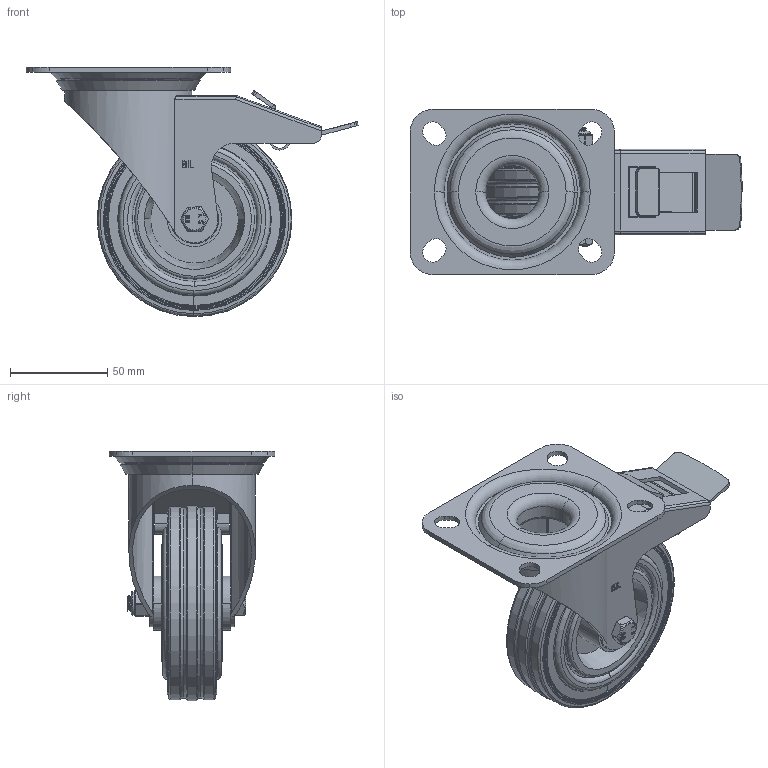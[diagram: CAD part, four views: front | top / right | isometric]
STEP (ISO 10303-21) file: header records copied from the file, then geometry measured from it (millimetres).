
FILE_DESCRIPTION(('STEP AP214'),'1');
FILE_NAME('BZMM100PSBSWB.STEP','2022-03-15T11:48:00',(' '),(' '),'Spatial InterOp 3D',' ',' ');
FILE_SCHEMA(('AUTOMOTIVE_DESIGN { 1 0 10303 214 1 1 1 1 }'));
Length unit declared in the file: metre
Products named in the file (27): ZINC PLATED, PRESSED STEEL TOP PLATE; ZINC PLATED, PRESSED STEEL TOP PLATE Geometry; BALL BEARINGS; Component1; BZMM100ASSWB; ZINC PLATED, PRESSED STEEL FORKS; BEARING SEAL; ZINC PLATED, PRESSED STEEL BRAKE PEDAL; BRAKE PAD; BZMM100PSBSWB; BZMM100PSRB; RUBBER WHEEL; POLYPROPYLENE RIM; POLYPROPYLENE RIM Geometry; CAP; PINS; Component12; ROLLER BEARING; CAGE; TUBEM12X40; ZINC PLATED STEEL TUBE; HEXBOLTM8X55Z8.8; GRADE 8.8 ZINC PLATED BOLT; NYLOC NUT; NUT; RUBBER; NYLOCM8Z
Assembly tree (56 placements, depth 5):
  BZMM100PSBSWB
    BZMM100ASSWB
      ZINC PLATED, PRESSED STEEL TOP PLATE
        ZINC PLATED, PRESSED STEEL TOP PLATE Geometry
        BALL BEARINGS
          Component1  x24
      ZINC PLATED, PRESSED STEEL FORKS
      BEARING SEAL
      ZINC PLATED, PRESSED STEEL BRAKE PEDAL
      BRAKE PAD
    BZMM100PSRB
      RUBBER WHEEL
      POLYPROPYLENE RIM
        POLYPROPYLENE RIM Geometry
        CAP
      ROLLER BEARING
        PINS
          Component12  x8
        CAGE
    TUBEM12X40
      ZINC PLATED STEEL TUBE
    HEXBOLTM8X55Z8.8
      GRADE 8.8 ZINC PLATED BOLT
    NYLOCM8Z
      NYLOC NUT
        NUT
        RUBBER
Bounding box: 170.42 x 85 x 128 mm (x, y, z)
Volume: 259969.7 mm3; surface area: 129450.3 mm2
Topology: 45 solids, 45 shells, 988 faces, 2540 edges, 1553 vertices
Faces by surface type: plane 356, cylinder 322, sphere 90, cone 86, torus 66, bspline 40, extrusion 28
Entity records: 39635 total; most frequent: CARTESIAN_POINT 16337, DIRECTION 4798, ORIENTED_EDGE 4688, EDGE_CURVE 2344, AXIS2_PLACEMENT_3D 1788, VERTEX_POINT 1479, VECTOR 1222, LINE 1194
